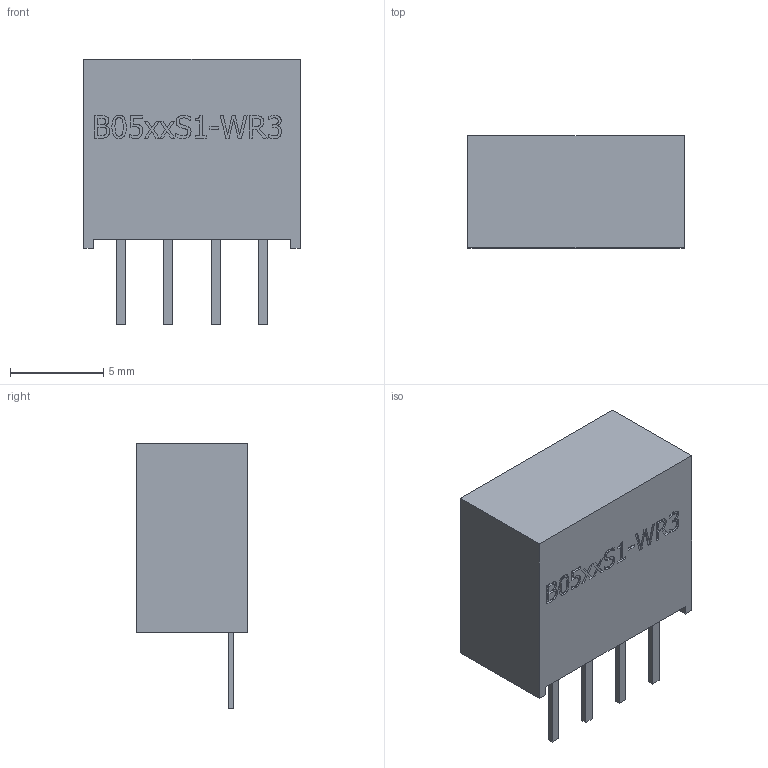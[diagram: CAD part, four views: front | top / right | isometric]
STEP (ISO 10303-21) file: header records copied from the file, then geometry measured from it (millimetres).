
FILE_DESCRIPTION(/* description */ (''),/* implementation_level */ '2;1');
FILE_NAME(/* name */ 'DC-DC_B5050S-1W.stp',/* time_stamp */ '2022-12-07T21:56:58+01:00',/* author */ ('Saper'),/* organization */ (''),/* preprocessor_version */ 'unknown',/* originating_system */ 'generic',/* authorisation */ '');
FILE_SCHEMA (('AUTOMOTIVE_DESIGN { 1 0 10303 214 3 1 1 }'));
Length unit declared in the file: millimetre
Products named in the file (1): DC-DC_B5050S-1W
Bounding box: 11.6 x 6 x 14.26 mm (x, y, z)
Volume: 677.7 mm3; surface area: 527.6 mm2
Topology: 1 solids, 1 shells, 218 faces, 591 edges, 394 vertices
Faces by surface type: plane 136, bspline 82
Entity records: 7485 total; most frequent: CARTESIAN_POINT 2270, ORIENTED_EDGE 1182, DIRECTION 701, EDGE_CURVE 591, LINE 427, VECTOR 427, VERTEX_POINT 394, EDGE_LOOP 237
